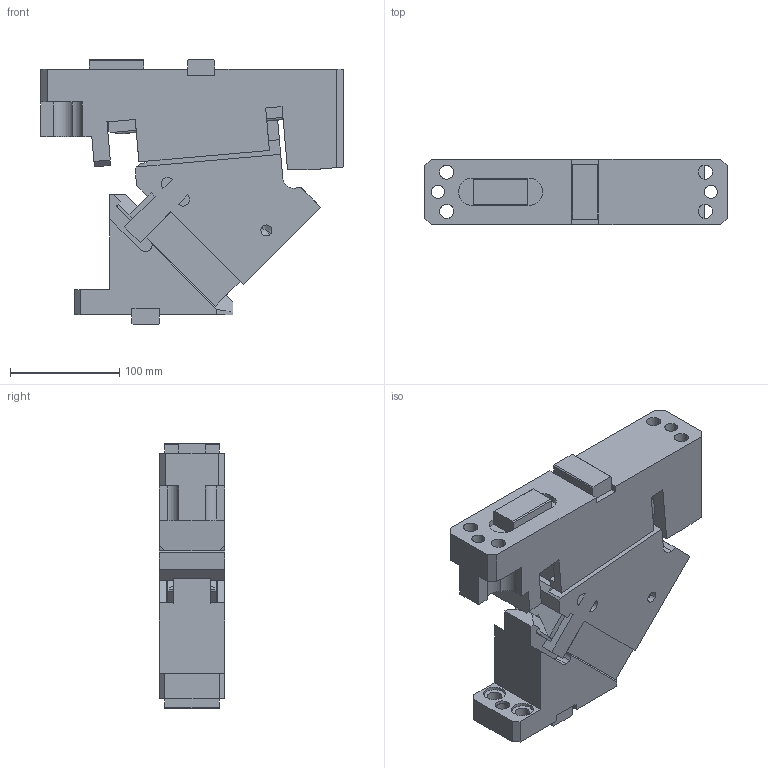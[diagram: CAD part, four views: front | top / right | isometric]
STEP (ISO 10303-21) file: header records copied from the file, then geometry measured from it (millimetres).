
FILE_DESCRIPTION(('CATIA V5 STEP Exchange'),'2;1');
FILE_NAME('CACV_60_45.stp','2015-04-24T14:08:57+00:00',('none'),('none'),'CATIA Version 5 Release 19 SP 2 (IN-10)','CATIA V5 STEP AP203','none');
FILE_SCHEMA(('CONFIG_CONTROL_DESIGN'));
Length unit declared in the file: millimetre
Products named in the file (1): CACV_60_45
Bounding box: 277 x 60 x 243 mm (x, y, z)
Volume: 2341298.2 mm3; surface area: 269412.2 mm2
Topology: 3 solids, 5 shells, 342 faces, 941 edges, 619 vertices
Faces by surface type: plane 232, cylinder 104, cone 6
Entity records: 11247 total; most frequent: CARTESIAN_POINT 2757, ORIENTED_EDGE 1870, DIRECTION 1484, EDGE_CURVE 935, VECTOR 703, LINE 703, VERTEX_POINT 619, AXIS2_PLACEMENT_3D 478
